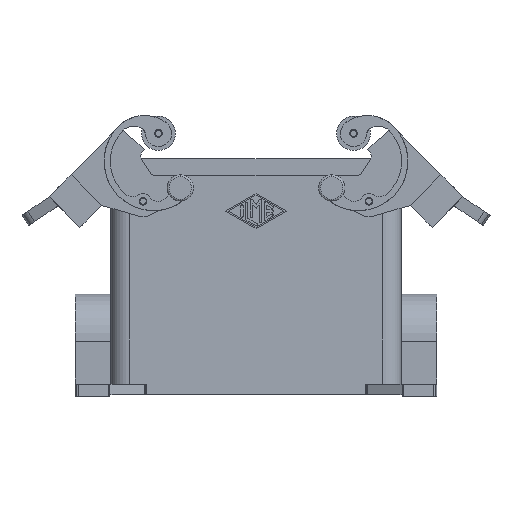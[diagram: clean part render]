
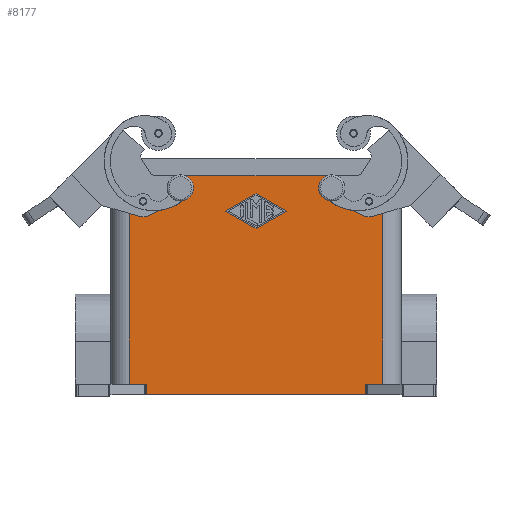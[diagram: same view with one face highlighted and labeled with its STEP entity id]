
A CAD part, front view. The second image highlights one B-rep face of the part: STEP entity #8177.
In plain terms, the highlighted planar face has unit normal (0, -1, 0).
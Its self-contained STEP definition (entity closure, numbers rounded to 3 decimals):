
#1136=CARTESIAN_POINT('',(-24.5,-21.75,22.0));
#1137=VERTEX_POINT('',#1136);
#1146=CARTESIAN_POINT('',(-24.5,-21.75,17.0));
#1147=VERTEX_POINT('',#1146);
#1148=CARTESIAN_POINT('',(-24.5,-21.75,19.5));
#1149=DIRECTION('',(0.0,1.0,0.0));
#1150=DIRECTION('',(0.0,0.0,1.0));
#1151=AXIS2_PLACEMENT_3D('',#1148,#1149,#1150);
#1152=CIRCLE('',#1151,2.5);
#1153=EDGE_CURVE('',#1147,#1137,#1152,.T.);
#2407=CARTESIAN_POINT('',(24.5,-21.75,22.0));
#2408=VERTEX_POINT('',#2407);
#2417=CARTESIAN_POINT('',(24.5,-21.75,17.0));
#2418=VERTEX_POINT('',#2417);
#2419=CARTESIAN_POINT('',(24.5,-21.75,19.5));
#2420=DIRECTION('',(0.0,1.0,0.0));
#2421=DIRECTION('',(0.0,0.0,1.0));
#2422=AXIS2_PLACEMENT_3D('',#2419,#2420,#2421);
#2423=CIRCLE('',#2422,2.5);
#2424=EDGE_CURVE('',#2418,#2408,#2423,.T.);
#7275=CARTESIAN_POINT('',(35.541,-21.75,-47.5));
#7276=VERTEX_POINT('',#7275);
#7284=CARTESIAN_POINT('',(-35.541,-21.75,-47.5));
#7285=VERTEX_POINT('',#7284);
#7286=CARTESIAN_POINT('',(35.541,-21.75,-47.5));
#7287=DIRECTION('',(-1.0,0.0,0.0));
#7288=VECTOR('',#7287,71.081);
#7289=LINE('',#7286,#7288);
#7290=EDGE_CURVE('',#7276,#7285,#7289,.T.);
#7955=CARTESIAN_POINT('',(41.0,-21.75,-44.));
#7956=VERTEX_POINT('',#7955);
#7964=CARTESIAN_POINT('',(35.541,-21.75,-44.));
#7965=VERTEX_POINT('',#7964);
#7966=CARTESIAN_POINT('',(35.541,-21.75,-44.));
#7967=DIRECTION('',(1.0,0.0,0.0));
#7968=VECTOR('',#7967,5.459);
#7969=LINE('',#7966,#7968);
#7970=EDGE_CURVE('',#7965,#7956,#7969,.T.);
#8030=CARTESIAN_POINT('',(-35.541,-21.75,-44.));
#8031=VERTEX_POINT('',#8030);
#8032=CARTESIAN_POINT('',(-35.541,-21.75,-47.5));
#8033=DIRECTION('',(0.0,0.0,1.0));
#8034=VECTOR('',#8033,3.5);
#8035=LINE('',#8032,#8034);
#8036=EDGE_CURVE('',#7285,#8031,#8035,.T.);
#8072=CARTESIAN_POINT('',(35.541,-21.75,-44.));
#8073=DIRECTION('',(0.0,0.0,-1.0));
#8074=VECTOR('',#8073,3.5);
#8075=LINE('',#8072,#8074);
#8076=EDGE_CURVE('',#7965,#7276,#8075,.T.);
#8082=CARTESIAN_POINT('',(41.,-21.75,1.5));
#8083=DIRECTION('',(0.0,-1.0,0.0));
#8084=DIRECTION('',(0.0,0.0,-1.0));
#8085=AXIS2_PLACEMENT_3D('',#8082,#8083,#8084);
#8086=PLANE('',#8085);
#8087=ORIENTED_EDGE('',*,*,#8036,.F.);
#8088=ORIENTED_EDGE('',*,*,#7290,.F.);
#8089=ORIENTED_EDGE('',*,*,#8076,.F.);
#8090=ORIENTED_EDGE('',*,*,#7970,.T.);
#8091=CARTESIAN_POINT('',(41.,-21.75,23.5));
#8092=VERTEX_POINT('',#8091);
#8093=CARTESIAN_POINT('',(41.,-21.75,23.5));
#8094=DIRECTION('',(0.0,0.0,-1.0));
#8095=VECTOR('',#8094,67.5);
#8096=LINE('',#8093,#8095);
#8097=EDGE_CURVE('',#8092,#7956,#8096,.T.);
#8098=ORIENTED_EDGE('',*,*,#8097,.F.);
#8099=CARTESIAN_POINT('',(-41.,-21.75,23.5));
#8100=VERTEX_POINT('',#8099);
#8101=CARTESIAN_POINT('',(41.,-21.75,23.5));
#8102=DIRECTION('',(-1.0,0.0,0.0));
#8103=VECTOR('',#8102,82.0);
#8104=LINE('',#8101,#8103);
#8105=EDGE_CURVE('',#8092,#8100,#8104,.T.);
#8106=ORIENTED_EDGE('',*,*,#8105,.T.);
#8107=CARTESIAN_POINT('',(-41.0,-21.75,-44.));
#8108=VERTEX_POINT('',#8107);
#8109=CARTESIAN_POINT('',(-41.,-21.75,23.5));
#8110=DIRECTION('',(0.0,0.0,-1.0));
#8111=VECTOR('',#8110,67.5);
#8112=LINE('',#8109,#8111);
#8113=EDGE_CURVE('',#8100,#8108,#8112,.T.);
#8114=ORIENTED_EDGE('',*,*,#8113,.T.);
#8115=CARTESIAN_POINT('',(-41.0,-21.75,-44.));
#8116=DIRECTION('',(1.0,0.0,0.0));
#8117=VECTOR('',#8116,5.459);
#8118=LINE('',#8115,#8117);
#8119=EDGE_CURVE('',#8108,#8031,#8118,.T.);
#8120=ORIENTED_EDGE('',*,*,#8119,.T.);
#8121=EDGE_LOOP('',(#8087,#8088,#8089,#8090,#8098,#8106,#8114,#8120));
#8122=FACE_OUTER_BOUND('',#8121,.T.);
#8123=CARTESIAN_POINT('',(0.,-21.75,6.375));
#8124=VERTEX_POINT('',#8123);
#8125=CARTESIAN_POINT('',(-9.75,-21.75,12.));
#8126=VERTEX_POINT('',#8125);
#8127=CARTESIAN_POINT('',(0.,-21.75,6.375));
#8128=DIRECTION('',(-0.866,0.0,0.5));
#8129=VECTOR('',#8128,11.256);
#8130=LINE('',#8127,#8129);
#8131=EDGE_CURVE('',#8124,#8126,#8130,.T.);
#8132=ORIENTED_EDGE('',*,*,#8131,.T.);
#8133=CARTESIAN_POINT('',(0.,-21.75,17.625));
#8134=VERTEX_POINT('',#8133);
#8135=CARTESIAN_POINT('',(-9.75,-21.75,12.));
#8136=DIRECTION('',(0.866,0.0,0.5));
#8137=VECTOR('',#8136,11.256);
#8138=LINE('',#8135,#8137);
#8139=EDGE_CURVE('',#8126,#8134,#8138,.T.);
#8140=ORIENTED_EDGE('',*,*,#8139,.T.);
#8141=CARTESIAN_POINT('',(9.75,-21.75,12.));
#8142=VERTEX_POINT('',#8141);
#8143=CARTESIAN_POINT('',(0.,-21.75,17.625));
#8144=DIRECTION('',(0.866,0.0,-0.5));
#8145=VECTOR('',#8144,11.256);
#8146=LINE('',#8143,#8145);
#8147=EDGE_CURVE('',#8134,#8142,#8146,.T.);
#8148=ORIENTED_EDGE('',*,*,#8147,.T.);
#8149=CARTESIAN_POINT('',(9.75,-21.75,12.));
#8150=DIRECTION('',(-0.866,0.0,-0.5));
#8151=VECTOR('',#8150,11.256);
#8152=LINE('',#8149,#8151);
#8153=EDGE_CURVE('',#8142,#8124,#8152,.T.);
#8154=ORIENTED_EDGE('',*,*,#8153,.T.);
#8155=EDGE_LOOP('',(#8132,#8140,#8148,#8154));
#8156=FACE_BOUND('',#8155,.T.);
#8157=ORIENTED_EDGE('',*,*,#2424,.T.);
#8158=CARTESIAN_POINT('',(24.5,-21.75,19.5));
#8159=DIRECTION('',(0.0,1.0,0.0));
#8160=DIRECTION('',(0.0,0.0,1.0));
#8161=AXIS2_PLACEMENT_3D('',#8158,#8159,#8160);
#8162=CIRCLE('',#8161,2.5);
#8163=EDGE_CURVE('',#2408,#2418,#8162,.T.);
#8164=ORIENTED_EDGE('',*,*,#8163,.T.);
#8165=EDGE_LOOP('',(#8157,#8164));
#8166=FACE_BOUND('',#8165,.T.);
#8167=ORIENTED_EDGE('',*,*,#1153,.T.);
#8168=CARTESIAN_POINT('',(-24.5,-21.75,19.5));
#8169=DIRECTION('',(0.0,1.0,0.0));
#8170=DIRECTION('',(0.0,0.0,1.0));
#8171=AXIS2_PLACEMENT_3D('',#8168,#8169,#8170);
#8172=CIRCLE('',#8171,2.5);
#8173=EDGE_CURVE('',#1137,#1147,#8172,.T.);
#8174=ORIENTED_EDGE('',*,*,#8173,.T.);
#8175=EDGE_LOOP('',(#8167,#8174));
#8176=FACE_BOUND('',#8175,.T.);
#8177=ADVANCED_FACE('',(#8122,#8156,#8166,#8176),#8086,.T.);
